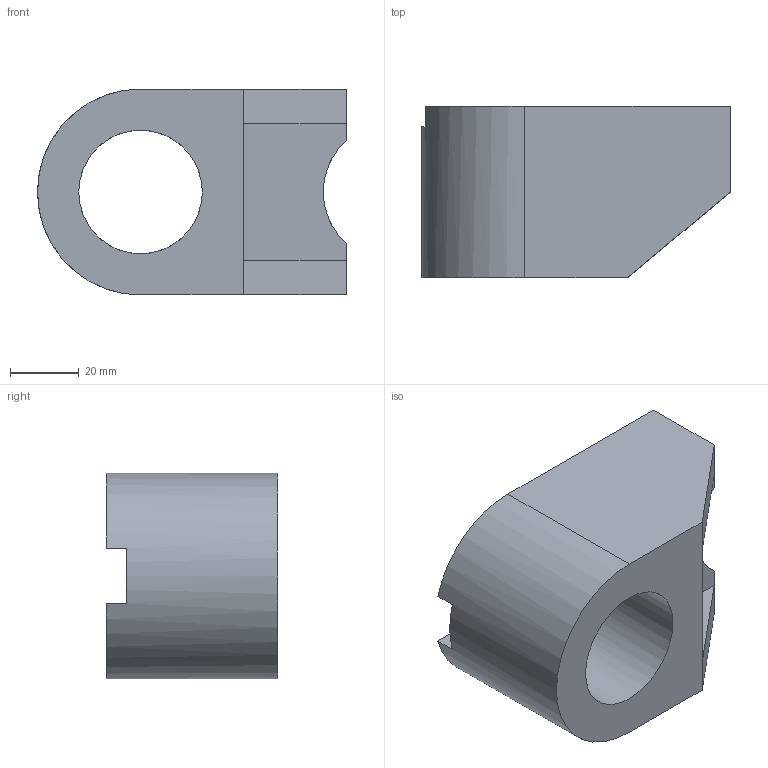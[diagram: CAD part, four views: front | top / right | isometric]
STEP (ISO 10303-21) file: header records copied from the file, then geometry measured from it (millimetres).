
FILE_DESCRIPTION(/* description */ (''),/* implementation_level */ '2;1');
FILE_NAME(/* name */ 'atambi_Task2.step',/* time_stamp */ '2025-08-30T17:03:26-04:00',/* author */ (''),/* organization */ (''),/* preprocessor_version */ 'ST-DEVELOPER v20.1',/* originating_system */ 'Autodesk Translation Framework v14.10.0.0',/* authorisation */ '');
FILE_SCHEMA (('AUTOMOTIVE_DESIGN { 1 0 10303 214 3 1 1 }'));
Length unit declared in the file: millimetre
Products named in the file (1): 2025-08-30-16-17-01-807
Bounding box: 90 x 50 x 60 mm (x, y, z)
Volume: 154102.8 mm3; surface area: 27080.3 mm2
Topology: 1 solids, 1 shells, 22 faces, 59 edges, 38 vertices
Faces by surface type: plane 19, cylinder 3
Full cylindrical faces by diameter (mm): 36 x1
Entity records: 722 total; most frequent: CARTESIAN_POINT 120, DIRECTION 119, ORIENTED_EDGE 118, EDGE_CURVE 59, LINE 45, VECTOR 45, VERTEX_POINT 38, AXIS2_PLACEMENT_3D 37
